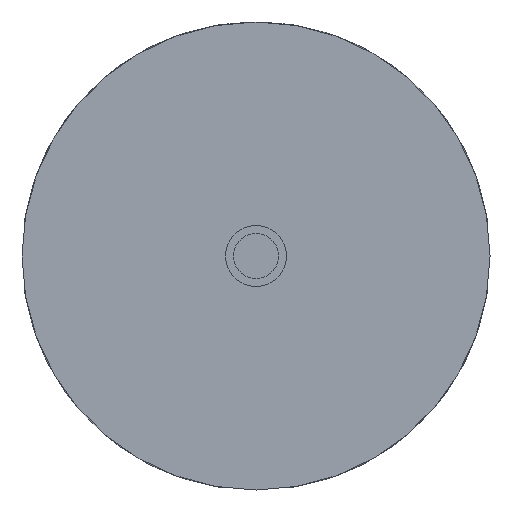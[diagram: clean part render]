
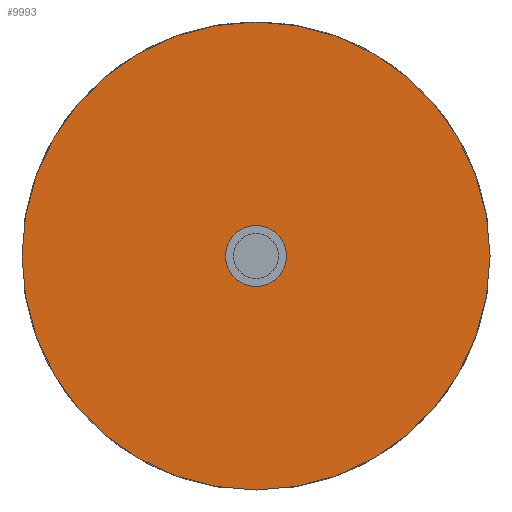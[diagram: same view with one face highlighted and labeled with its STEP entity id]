
A CAD part, front view. The second image highlights one B-rep face of the part: STEP entity #9993.
In plain terms, the highlighted planar face has unit normal (0, -1, 0).
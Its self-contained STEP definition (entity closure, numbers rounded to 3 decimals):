
#221=FACE_BOUND('',#1703,.T.);
#224=CIRCLE('',#10092,3.25);
#472=CIRCLE('',#10709,25.);
#1128=FACE_OUTER_BOUND('',#1702,.T.);
#1702=EDGE_LOOP('',(#8893));
#1703=EDGE_LOOP('',(#8894));
#4039=VERTEX_POINT('',#13673);
#4607=VERTEX_POINT('',#21564);
#4930=EDGE_CURVE('',#4039,#4039,#224,.T.);
#6143=EDGE_CURVE('',#4607,#4607,#472,.T.);
#8893=ORIENTED_EDGE('',*,*,#6143,.T.);
#8894=ORIENTED_EDGE('',*,*,#4930,.T.);
#9461=PLANE('',#10710);
#9993=ADVANCED_FACE('',(#1128,#221),#9461,.T.);
#10092=AXIS2_PLACEMENT_3D('',#13675,#11169,#11170);
#10709=AXIS2_PLACEMENT_3D('',#21566,#12841,#12842);
#10710=AXIS2_PLACEMENT_3D('',#21567,#12843,#12844);
#11169=DIRECTION('center_axis',(0.,1.,0.));
#11170=DIRECTION('ref_axis',(1.,0.,0.));
#12841=DIRECTION('center_axis',(0.,-1.,0.));
#12842=DIRECTION('ref_axis',(1.,0.,0.));
#12843=DIRECTION('center_axis',(0.,-1.,0.));
#12844=DIRECTION('ref_axis',(-1.,0.,0.));
#13673=CARTESIAN_POINT('',(-3.25,0.,0.));
#13675=CARTESIAN_POINT('Origin',(0.,0.,0.));
#21564=CARTESIAN_POINT('',(-25.,0.,0.));
#21566=CARTESIAN_POINT('Origin',(0.,0.,0.));
#21567=CARTESIAN_POINT('Origin',(0.,0.,0.));
